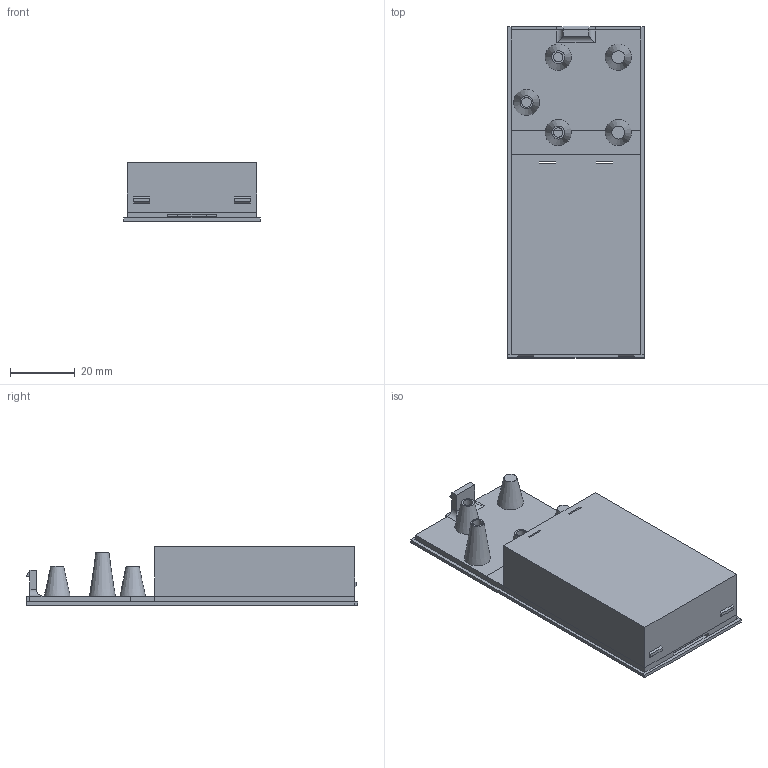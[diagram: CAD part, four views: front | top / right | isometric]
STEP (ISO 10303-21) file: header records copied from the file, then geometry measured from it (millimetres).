
FILE_DESCRIPTION(('FreeCAD Model'),'2;1');
FILE_NAME( 'bottom.step', '2020-10-04T00:49:32',('Author'),(''), 'Open CASCADE STEP processor 7.3','FreeCAD','Unknown');
FILE_SCHEMA(('AUTOMOTIVE_DESIGN { 1 0 10303 214 1 1 1 1 }'));
Length unit declared in the file: millimetre
Products named in the file (1): bottom_Body_001
Bounding box: 42 x 102.2 x 18 mm (x, y, z)
Volume: 19971.2 mm3; surface area: 17004.8 mm2
Topology: 1 solids, 1 shells, 144 faces, 371 edges, 236 vertices
Faces by surface type: plane 127, cylinder 12, cone 5
Full cylindrical faces by diameter (mm): 2.9 x2, 3 x1
Entity records: 10193 total; most frequent: CARTESIAN_POINT 1664, DIRECTION 1394, LINE 1011, VECTOR 1011, ORIENTED_EDGE 742, PCURVE 742, DEFINITIONAL_REPRESENTATION 742, EDGE_CURVE 371
